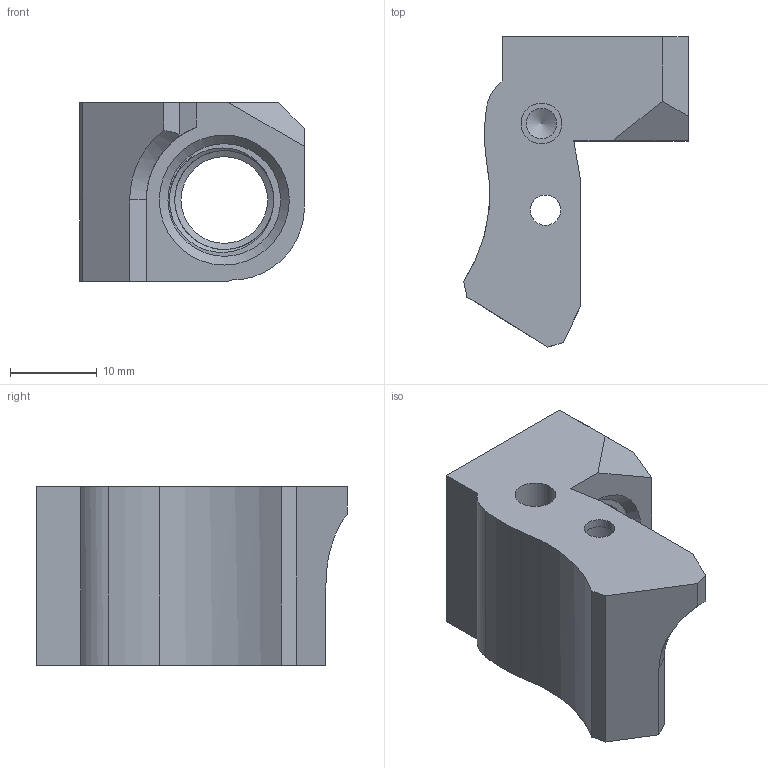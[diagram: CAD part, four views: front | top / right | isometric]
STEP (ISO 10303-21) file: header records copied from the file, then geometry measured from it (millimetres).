
FILE_DESCRIPTION(/* description */ (''),/* implementation_level */ '2;1');
FILE_NAME(/* name */ 'CB-C2 - Cable Gland Mount RC2_PG7.stl.step',/* time_stamp */ '2022-11-14T17:37:09-05:00',/* author */ (''),/* organization */ (''),/* preprocessor_version */ 'ST-DEVELOPER v19.2',/* originating_system */ 'Autodesk Translation Framework v11.17.0.187',/* authorisation */ '');
FILE_SCHEMA (('AUTOMOTIVE_DESIGN { 1 0 10303 214 3 1 1 }'));
Length unit declared in the file: metre
Products named in the file (1): CB-C2 RC2_Cable Gland Mount
Bounding box: 25.95 x 35.81 x 20.64 mm (x, y, z)
Volume: 6660.3 mm3; surface area: 3798.3 mm2
Topology: 1 solids, 1 shells, 74 faces, 195 edges, 126 vertices
Faces by surface type: plane 37, cylinder 28, bspline 5, cone 4
Full cylindrical faces by diameter (mm): 3.5 x3, 4.7 x2, 5.8 x1, 10 x1, 11.43 x4, 12.65 x5
Entity records: 3732 total; most frequent: CARTESIAN_POINT 1909, ORIENTED_EDGE 386, DIRECTION 344, EDGE_CURVE 193, VERTEX_POINT 126, AXIS2_PLACEMENT_3D 121, LINE 102, VECTOR 102
